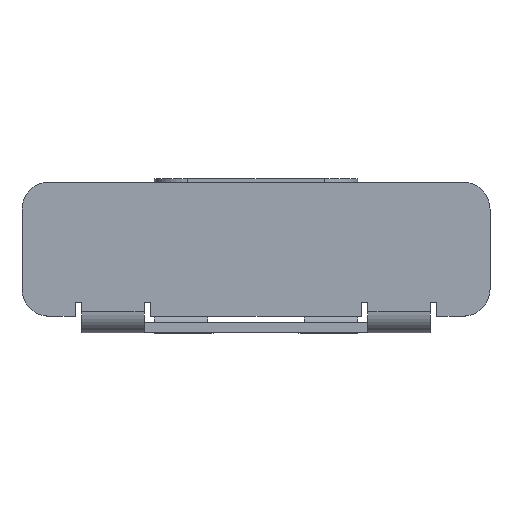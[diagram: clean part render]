
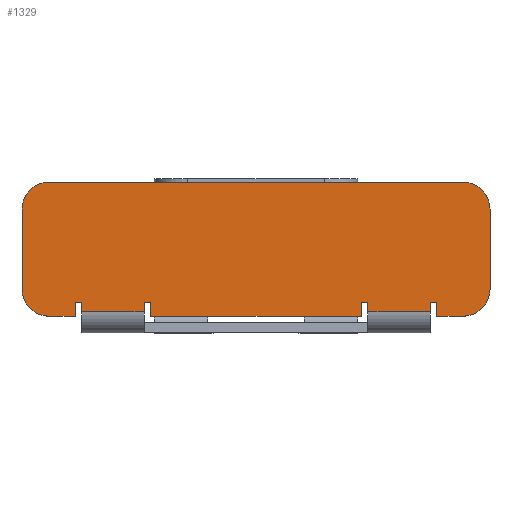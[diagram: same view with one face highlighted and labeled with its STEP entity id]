
A CAD part, top view. The second image highlights one B-rep face of the part: STEP entity #1329.
In plain terms, the highlighted planar face has unit normal (0, 0, 1).
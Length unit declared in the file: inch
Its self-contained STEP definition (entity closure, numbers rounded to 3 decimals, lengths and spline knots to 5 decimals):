
#42=PLANE('',#1421);
#95=FACE_OUTER_BOUND('',#161,.T.);
#161=EDGE_LOOP('',(#1047,#1048,#1049,#1050,#1051,#1052,#1053,#1054,#1055,
#1056,#1057,#1058,#1059,#1060,#1061,#1062,#1063,#1064,#1065,#1066,#1067,
#1068,#1069,#1070));
#215=LINE('',#1915,#368);
#220=LINE('',#1929,#373);
#223=LINE('',#1935,#376);
#226=LINE('',#1941,#379);
#229=LINE('',#1948,#382);
#233=LINE('',#1956,#386);
#236=LINE('',#1962,#389);
#239=LINE('',#1969,#392);
#243=LINE('',#1977,#396);
#246=LINE('',#1983,#399);
#250=LINE('',#1995,#403);
#254=LINE('',#2007,#407);
#259=LINE('',#2019,#412);
#260=LINE('',#2022,#413);
#265=LINE('',#2031,#418);
#288=LINE('',#2090,#441);
#292=LINE('',#2102,#445);
#294=LINE('',#2105,#447);
#298=LINE('',#2114,#451);
#299=LINE('',#2115,#452);
#368=VECTOR('',#1525,0.3937);
#373=VECTOR('',#1538,0.3937);
#376=VECTOR('',#1543,0.3937);
#379=VECTOR('',#1548,0.3937);
#382=VECTOR('',#1553,0.3937);
#386=VECTOR('',#1559,0.3937);
#389=VECTOR('',#1564,0.3937);
#392=VECTOR('',#1569,0.3937);
#396=VECTOR('',#1575,0.3937);
#399=VECTOR('',#1580,0.3937);
#403=VECTOR('',#1592,0.3937);
#407=VECTOR('',#1604,0.3937);
#412=VECTOR('',#1617,0.3937);
#413=VECTOR('',#1620,0.3937);
#418=VECTOR('',#1627,0.3937);
#441=VECTOR('',#1674,0.3937);
#445=VECTOR('',#1686,0.3937);
#447=VECTOR('',#1690,0.3937);
#451=VECTOR('',#1704,0.3937);
#452=VECTOR('',#1705,0.3937);
#504=CIRCLE('',#1375,0.2);
#506=CIRCLE('',#1387,0.2);
#508=CIRCLE('',#1391,0.2);
#510=CIRCLE('',#1395,0.2);
#569=VERTEX_POINT('',#1913);
#570=VERTEX_POINT('',#1914);
#573=VERTEX_POINT('',#1922);
#575=VERTEX_POINT('',#1928);
#577=VERTEX_POINT('',#1934);
#579=VERTEX_POINT('',#1940);
#581=VERTEX_POINT('',#1946);
#582=VERTEX_POINT('',#1947);
#585=VERTEX_POINT('',#1955);
#587=VERTEX_POINT('',#1961);
#589=VERTEX_POINT('',#1967);
#590=VERTEX_POINT('',#1968);
#593=VERTEX_POINT('',#1976);
#595=VERTEX_POINT('',#1982);
#597=VERTEX_POINT('',#1988);
#599=VERTEX_POINT('',#1994);
#601=VERTEX_POINT('',#2000);
#603=VERTEX_POINT('',#2006);
#606=VERTEX_POINT('',#2017);
#607=VERTEX_POINT('',#2021);
#610=VERTEX_POINT('',#2029);
#630=VERTEX_POINT('',#2079);
#634=VERTEX_POINT('',#2088);
#638=VERTEX_POINT('',#2100);
#704=EDGE_CURVE('',#569,#570,#215,.T.);
#708=EDGE_CURVE('',#570,#573,#504,.T.);
#711=EDGE_CURVE('',#573,#575,#220,.T.);
#714=EDGE_CURVE('',#575,#577,#223,.T.);
#717=EDGE_CURVE('',#577,#579,#226,.T.);
#720=EDGE_CURVE('',#581,#582,#229,.T.);
#724=EDGE_CURVE('',#582,#585,#233,.T.);
#727=EDGE_CURVE('',#585,#587,#236,.T.);
#730=EDGE_CURVE('',#589,#590,#239,.T.);
#734=EDGE_CURVE('',#593,#589,#243,.T.);
#737=EDGE_CURVE('',#595,#593,#246,.T.);
#740=EDGE_CURVE('',#595,#597,#506,.T.);
#743=EDGE_CURVE('',#599,#597,#250,.T.);
#746=EDGE_CURVE('',#599,#601,#508,.T.);
#749=EDGE_CURVE('',#603,#601,#254,.T.);
#752=EDGE_CURVE('',#603,#569,#510,.T.);
#756=EDGE_CURVE('',#606,#579,#259,.T.);
#757=EDGE_CURVE('',#590,#607,#260,.T.);
#762=EDGE_CURVE('',#587,#610,#265,.T.);
#791=EDGE_CURVE('',#630,#634,#288,.T.);
#797=EDGE_CURVE('',#610,#638,#292,.T.);
#799=EDGE_CURVE('',#634,#581,#294,.T.);
#805=EDGE_CURVE('',#607,#638,#298,.T.);
#806=EDGE_CURVE('',#630,#606,#299,.T.);
#1047=ORIENTED_EDGE('',*,*,#791,.T.);
#1048=ORIENTED_EDGE('',*,*,#799,.T.);
#1049=ORIENTED_EDGE('',*,*,#720,.T.);
#1050=ORIENTED_EDGE('',*,*,#724,.T.);
#1051=ORIENTED_EDGE('',*,*,#727,.T.);
#1052=ORIENTED_EDGE('',*,*,#762,.T.);
#1053=ORIENTED_EDGE('',*,*,#797,.T.);
#1054=ORIENTED_EDGE('',*,*,#805,.F.);
#1055=ORIENTED_EDGE('',*,*,#757,.F.);
#1056=ORIENTED_EDGE('',*,*,#730,.F.);
#1057=ORIENTED_EDGE('',*,*,#734,.F.);
#1058=ORIENTED_EDGE('',*,*,#737,.F.);
#1059=ORIENTED_EDGE('',*,*,#740,.T.);
#1060=ORIENTED_EDGE('',*,*,#743,.F.);
#1061=ORIENTED_EDGE('',*,*,#746,.T.);
#1062=ORIENTED_EDGE('',*,*,#749,.F.);
#1063=ORIENTED_EDGE('',*,*,#752,.T.);
#1064=ORIENTED_EDGE('',*,*,#704,.T.);
#1065=ORIENTED_EDGE('',*,*,#708,.T.);
#1066=ORIENTED_EDGE('',*,*,#711,.T.);
#1067=ORIENTED_EDGE('',*,*,#714,.T.);
#1068=ORIENTED_EDGE('',*,*,#717,.T.);
#1069=ORIENTED_EDGE('',*,*,#756,.F.);
#1070=ORIENTED_EDGE('',*,*,#806,.F.);
#1329=ADVANCED_FACE('',(#95),#42,.T.);
#1375=AXIS2_PLACEMENT_3D('',#1923,#1531,#1532);
#1387=AXIS2_PLACEMENT_3D('',#1989,#1585,#1586);
#1391=AXIS2_PLACEMENT_3D('',#2001,#1597,#1598);
#1395=AXIS2_PLACEMENT_3D('',#2012,#1609,#1610);
#1421=AXIS2_PLACEMENT_3D('',#2113,#1702,#1703);
#1525=DIRECTION('',(0.,-1.,0.));
#1531=DIRECTION('center_axis',(0.,0.,1.));
#1532=DIRECTION('ref_axis',(-1.,0.,0.));
#1538=DIRECTION('',(1.,0.,0.));
#1543=DIRECTION('',(0.,1.,0.));
#1548=DIRECTION('',(1.,0.,0.));
#1553=DIRECTION('',(0.,-1.,0.));
#1559=DIRECTION('',(1.,0.,0.));
#1564=DIRECTION('',(0.,1.,0.));
#1569=DIRECTION('',(-1.,0.,0.));
#1575=DIRECTION('',(0.,1.,0.));
#1580=DIRECTION('',(-1.,0.,0.));
#1585=DIRECTION('center_axis',(0.,0.,1.));
#1586=DIRECTION('ref_axis',(0.,-1.,0.));
#1592=DIRECTION('',(0.,-1.,0.));
#1597=DIRECTION('center_axis',(0.,0.,1.));
#1598=DIRECTION('ref_axis',(1.,0.,0.));
#1604=DIRECTION('',(1.,0.,0.));
#1609=DIRECTION('center_axis',(0.,0.,1.));
#1610=DIRECTION('ref_axis',(0.,1.,0.));
#1617=DIRECTION('',(0.,1.,0.));
#1620=DIRECTION('',(0.,-1.,0.));
#1627=DIRECTION('',(1.,0.,0.));
#1674=DIRECTION('',(0.,1.,0.));
#1686=DIRECTION('',(0.,-1.,0.));
#1690=DIRECTION('',(1.,0.,0.));
#1702=DIRECTION('center_axis',(0.,0.,1.));
#1703=DIRECTION('ref_axis',(0.,1.,0.));
#1704=DIRECTION('',(-1.,0.,0.));
#1705=DIRECTION('',(-1.,0.,0.));
#1913=CARTESIAN_POINT('',(-1.74686,0.34919,-0.225));
#1914=CARTESIAN_POINT('',(-1.74686,-0.25081,-0.225));
#1915=CARTESIAN_POINT('',(-1.74686,0.34919,-0.225));
#1922=CARTESIAN_POINT('',(-1.54686,-0.45081,-0.225));
#1923=CARTESIAN_POINT('Origin',(-1.54686,-0.25081,-0.225));
#1928=CARTESIAN_POINT('',(-1.35,-0.45081,-0.225));
#1929=CARTESIAN_POINT('',(-1.54686,-0.45081,-0.225));
#1934=CARTESIAN_POINT('',(-1.35,-0.35,-0.225));
#1935=CARTESIAN_POINT('',(-1.35,-0.45081,-0.225));
#1940=CARTESIAN_POINT('',(-1.3,-0.35,-0.225));
#1941=CARTESIAN_POINT('',(-1.35,-0.35,-0.225));
#1946=CARTESIAN_POINT('',(-0.78592,-0.35,-0.225));
#1947=CARTESIAN_POINT('',(-0.78592,-0.45081,-0.225));
#1948=CARTESIAN_POINT('',(-0.78592,-0.35,-0.225));
#1955=CARTESIAN_POINT('',(0.78592,-0.45081,-0.225));
#1956=CARTESIAN_POINT('',(-0.78592,-0.45081,-0.225));
#1961=CARTESIAN_POINT('',(0.78592,-0.35,-0.225));
#1962=CARTESIAN_POINT('',(0.78592,-0.45081,-0.225));
#1967=CARTESIAN_POINT('',(1.35,-0.35,-0.225));
#1968=CARTESIAN_POINT('',(1.3,-0.35,-0.225));
#1969=CARTESIAN_POINT('',(1.35,-0.35,-0.225));
#1976=CARTESIAN_POINT('',(1.35,-0.45081,-0.225));
#1977=CARTESIAN_POINT('',(1.35,-0.45081,-0.225));
#1982=CARTESIAN_POINT('',(1.54686,-0.45081,-0.225));
#1983=CARTESIAN_POINT('',(1.54686,-0.45081,-0.225));
#1988=CARTESIAN_POINT('',(1.74686,-0.25081,-0.225));
#1989=CARTESIAN_POINT('Origin',(1.54686,-0.25081,-0.225));
#1994=CARTESIAN_POINT('',(1.74686,0.34919,-0.225));
#1995=CARTESIAN_POINT('',(1.74686,0.34919,-0.225));
#2000=CARTESIAN_POINT('',(1.54686,0.54919,-0.225));
#2001=CARTESIAN_POINT('Origin',(1.54686,0.34919,-0.225));
#2006=CARTESIAN_POINT('',(-1.54686,0.54919,-0.225));
#2007=CARTESIAN_POINT('',(-1.54686,0.54919,-0.225));
#2012=CARTESIAN_POINT('Origin',(-1.54686,0.34919,-0.225));
#2017=CARTESIAN_POINT('',(-1.3,-0.41598,-0.225));
#2019=CARTESIAN_POINT('',(-1.3,0.5,-0.225));
#2021=CARTESIAN_POINT('',(1.3,-0.41598,-0.225));
#2022=CARTESIAN_POINT('',(1.3,0.5,-0.225));
#2029=CARTESIAN_POINT('',(0.83592,-0.35,-0.225));
#2031=CARTESIAN_POINT('',(0.,-0.35,-0.225));
#2079=CARTESIAN_POINT('',(-0.83592,-0.41598,-0.225));
#2088=CARTESIAN_POINT('',(-0.83592,-0.35,-0.225));
#2090=CARTESIAN_POINT('',(-0.83592,-0.425,-0.225));
#2100=CARTESIAN_POINT('',(0.83592,-0.41598,-0.225));
#2102=CARTESIAN_POINT('',(0.83592,-0.425,-0.225));
#2105=CARTESIAN_POINT('',(0.,-0.35,-0.225));
#2113=CARTESIAN_POINT('Origin',(0.,-0.5,-0.225));
#2114=CARTESIAN_POINT('',(0.,-0.41598,-0.225));
#2115=CARTESIAN_POINT('',(0.,-0.41598,-0.225));
